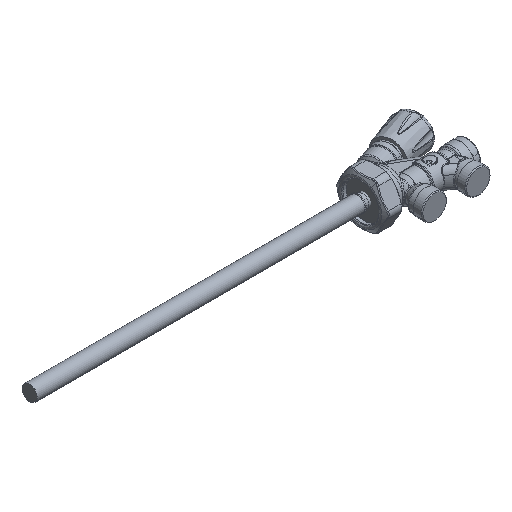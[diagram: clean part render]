
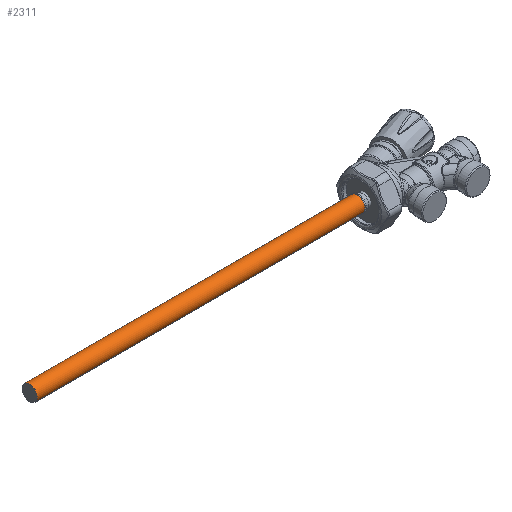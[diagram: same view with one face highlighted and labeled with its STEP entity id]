
A CAD part, isometric view. The second image highlights one B-rep face of the part: STEP entity #2311.
In plain terms, the highlighted cylindrical face has radius 7 mm (diameter 14 mm), a partial arc.
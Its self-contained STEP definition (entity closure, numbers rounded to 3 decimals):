
#2272=CARTESIAN_POINT('Axis2P3D Location',(-183.,10.5,0.)) ;
#2277=CARTESIAN_POINT('Line Origine',(-183.,16.229,4.023)) ;
#2281=CARTESIAN_POINT('Vertex',(-333.,16.229,4.023)) ;
#2283=CARTESIAN_POINT('Vertex',(-33.,16.229,4.023)) ;
#2286=CARTESIAN_POINT('Axis2P3D Location',(-33.,10.5,0.)) ;
#2290=CARTESIAN_POINT('Vertex',(-33.,4.771,-4.023)) ;
#2293=CARTESIAN_POINT('Line Origine',(-183.,4.771,-4.023)) ;
#2297=CARTESIAN_POINT('Vertex',(-333.,4.771,-4.023)) ;
#2300=CARTESIAN_POINT('Axis2P3D Location',(-333.,10.5,0.)) ;
#2273=DIRECTION('Axis2P3D Direction',(-1.,0.,0.)) ;
#2274=DIRECTION('Axis2P3D XDirection',(0.,0.575,-0.818)) ;
#2278=DIRECTION('Vector Direction',(-1.,0.,0.)) ;
#2287=DIRECTION('Axis2P3D Direction',(-1.,0.,0.)) ;
#2294=DIRECTION('Vector Direction',(-1.,0.,0.)) ;
#2301=DIRECTION('Axis2P3D Direction',(-1.,0.,0.)) ;
#2275=AXIS2_PLACEMENT_3D('Cylinder Axis2P3D',#2272,#2273,#2274) ;
#2288=AXIS2_PLACEMENT_3D('Circle Axis2P3D',#2286,#2287,$) ;
#2302=AXIS2_PLACEMENT_3D('Circle Axis2P3D',#2300,#2301,$) ;
#2306=ORIENTED_EDGE('',*,*,#2285,.T.) ;
#2307=ORIENTED_EDGE('',*,*,#2292,.T.) ;
#2308=ORIENTED_EDGE('',*,*,#2299,.T.) ;
#2309=ORIENTED_EDGE('',*,*,#2304,.T.) ;
#2279=VECTOR('Line Direction',#2278,1.) ;
#2295=VECTOR('Line Direction',#2294,1.) ;
#2311=ADVANCED_FACE('Sheet.3',(#2310),#2276,.F.) ;
#2289=CIRCLE('generated circle',#2288,7.) ;
#2303=CIRCLE('generated circle',#2302,7.) ;
#2276=CYLINDRICAL_SURFACE('generated cylinder',#2275,7.) ;
#2285=EDGE_CURVE('',#2282,#2284,#2280,.F.) ;
#2292=EDGE_CURVE('',#2284,#2291,#2289,.F.) ;
#2299=EDGE_CURVE('',#2291,#2298,#2296,.T.) ;
#2304=EDGE_CURVE('',#2298,#2282,#2303,.T.) ;
#2305=EDGE_LOOP('',(#2306,#2307,#2308,#2309)) ;
#2310=FACE_OUTER_BOUND('',#2305,.T.) ;
#2280=LINE('Line',#2277,#2279) ;
#2296=LINE('Line',#2293,#2295) ;
#2282=VERTEX_POINT('',#2281) ;
#2284=VERTEX_POINT('',#2283) ;
#2291=VERTEX_POINT('',#2290) ;
#2298=VERTEX_POINT('',#2297) ;
